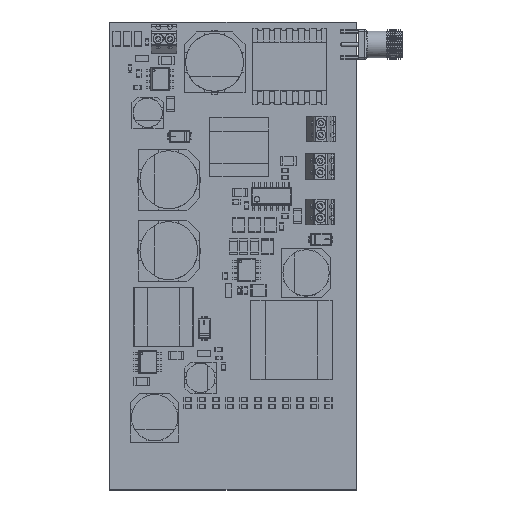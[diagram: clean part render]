
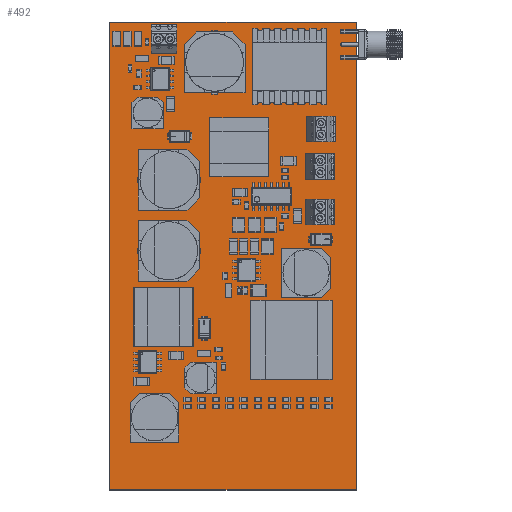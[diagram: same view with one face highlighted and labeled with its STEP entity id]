
A CAD part, top view. The second image highlights one B-rep face of the part: STEP entity #492.
In plain terms, the highlighted planar face has unit normal (0, 0, 1).
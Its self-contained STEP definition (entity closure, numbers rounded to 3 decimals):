
#363 = VERTEX_POINT('',#364);
#364 = CARTESIAN_POINT('',(-0.127,-101.6,0.));
#370 = EDGE_CURVE('',#363,#371,#373,.T.);
#371 = VERTEX_POINT('',#372);
#372 = CARTESIAN_POINT('',(53.34,-101.6,0.));
#373 = LINE('',#374,#375);
#374 = CARTESIAN_POINT('',(-0.127,-101.6,0.));
#375 = VECTOR('',#376,1.);
#376 = DIRECTION('',(1.,0.,0.));
#401 = EDGE_CURVE('',#371,#402,#404,.T.);
#402 = VERTEX_POINT('',#403);
#403 = CARTESIAN_POINT('',(53.34,-0.254,0.));
#404 = LINE('',#405,#406);
#405 = CARTESIAN_POINT('',(53.34,-101.6,0.));
#406 = VECTOR('',#407,1.);
#407 = DIRECTION('',(0.,1.,0.));
#432 = EDGE_CURVE('',#402,#433,#435,.T.);
#433 = VERTEX_POINT('',#434);
#434 = CARTESIAN_POINT('',(-0.127,-0.254,0.));
#435 = LINE('',#436,#437);
#436 = CARTESIAN_POINT('',(53.34,-0.254,0.));
#437 = VECTOR('',#438,1.);
#438 = DIRECTION('',(-1.,0.,0.));
#463 = EDGE_CURVE('',#433,#363,#464,.T.);
#464 = LINE('',#465,#466);
#465 = CARTESIAN_POINT('',(-0.127,-0.254,0.));
#466 = VECTOR('',#467,1.);
#467 = DIRECTION('',(0.,-1.,0.));
#492 = ADVANCED_FACE('',(#493),#499,.F.);
#493 = FACE_BOUND('',#494,.T.);
#494 = EDGE_LOOP('',(#495,#496,#497,#498));
#495 = ORIENTED_EDGE('',*,*,#370,.T.);
#496 = ORIENTED_EDGE('',*,*,#401,.T.);
#497 = ORIENTED_EDGE('',*,*,#432,.T.);
#498 = ORIENTED_EDGE('',*,*,#463,.T.);
#499 = PLANE('',#500);
#500 = AXIS2_PLACEMENT_3D('',#501,#502,#503);
#501 = CARTESIAN_POINT('',(-0.127,-101.6,0.));
#502 = DIRECTION('',(0.,0.,-1.));
#503 = DIRECTION('',(-1.,0.,0.));
